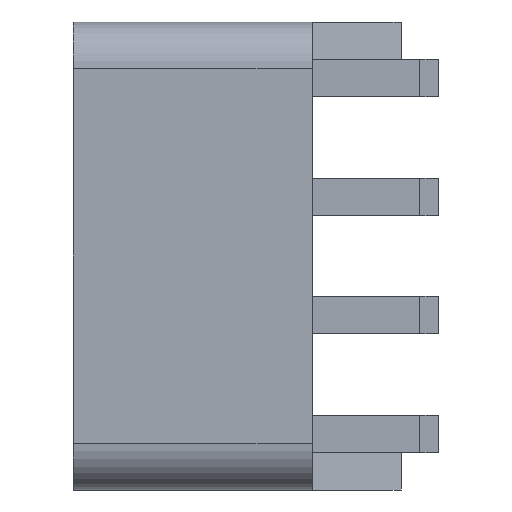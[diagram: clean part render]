
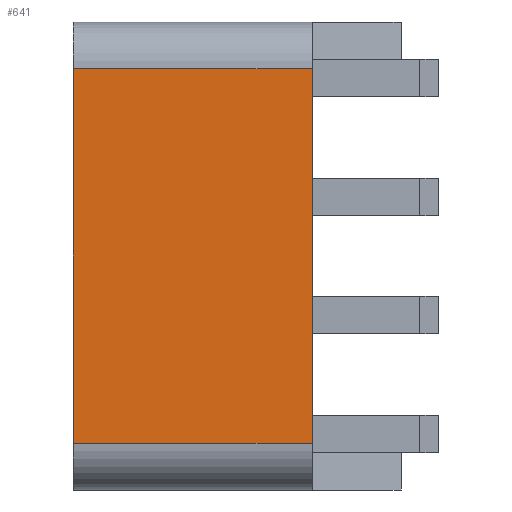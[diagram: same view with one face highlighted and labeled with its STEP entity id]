
A CAD part, left-side view. The second image highlights one B-rep face of the part: STEP entity #641.
In plain terms, the highlighted planar face has unit normal (-1, 0, 0).
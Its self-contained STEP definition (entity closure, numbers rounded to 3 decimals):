
#84 = VERTEX_POINT ( 'NONE', #1629 ) ;
#117 = CARTESIAN_POINT ( 'NONE',  ( -3.5, 1.75, -4.5 ) ) ;
#161 = CARTESIAN_POINT ( 'NONE',  ( -3.5, -0.8, -5. ) ) ;
#185 = VERTEX_POINT ( 'NONE', #117 ) ;
#324 = EDGE_CURVE ( 'NONE', #185, #336, #2377, .T. ) ;
#336 = VERTEX_POINT ( 'NONE', #2083 ) ;
#384 = DIRECTION ( 'NONE',  ( 0., -1., 0. ) ) ;
#411 = DIRECTION ( 'NONE',  ( 0., -1., 0. ) ) ;
#522 = VECTOR ( 'NONE', #411, 1000. ) ;
#589 = ORIENTED_EDGE ( 'NONE', *, *, #2273, .T. ) ;
#641 = ADVANCED_FACE ( 'NONE', ( #3169 ), #3165, .T. ) ;
#690 = VECTOR ( 'NONE', #1442, 1000. ) ;
#773 = EDGE_CURVE ( 'NONE', #3506, #84, #2893, .T. ) ;
#837 = ORIENTED_EDGE ( 'NONE', *, *, #2842, .T. ) ;
#1043 = LINE ( 'NONE', #2871, #522 ) ;
#1191 = LINE ( 'NONE', #1620, #2651 ) ;
#1422 = DIRECTION ( 'NONE',  ( 0., 1., 0. ) ) ;
#1442 = DIRECTION ( 'NONE',  ( 0., 0., 1. ) ) ;
#1466 = ORIENTED_EDGE ( 'NONE', *, *, #773, .T. ) ;
#1503 = EDGE_LOOP ( 'NONE', ( #1954, #837, #1466, #589 ) ) ;
#1620 = CARTESIAN_POINT ( 'NONE',  ( -3.5, 1.75, -0.5 ) ) ;
#1629 = CARTESIAN_POINT ( 'NONE',  ( -3.5, -0.8, -0.5 ) ) ;
#1954 = ORIENTED_EDGE ( 'NONE', *, *, #324, .F. ) ;
#2083 = CARTESIAN_POINT ( 'NONE',  ( -3.5, 1.75, -0.5 ) ) ;
#2090 = CARTESIAN_POINT ( 'NONE',  ( -3.5, 1.75, -5. ) ) ;
#2273 = EDGE_CURVE ( 'NONE', #84, #336, #1191, .T. ) ;
#2377 = LINE ( 'NONE', #2090, #690 ) ;
#2651 = VECTOR ( 'NONE', #1422, 1000. ) ;
#2842 = EDGE_CURVE ( 'NONE', #185, #3506, #1043, .T. ) ;
#2871 = CARTESIAN_POINT ( 'NONE',  ( -3.5, -0.8, -4.5 ) ) ;
#2893 = LINE ( 'NONE', #161, #3414 ) ;
#3165 = PLANE ( 'NONE',  #3593 ) ;
#3169 = FACE_OUTER_BOUND ( 'NONE', #1503, .T. ) ;
#3206 = CARTESIAN_POINT ( 'NONE',  ( -3.5, 1.75, -5. ) ) ;
#3414 = VECTOR ( 'NONE', #3550, 1000. ) ;
#3484 = DIRECTION ( 'NONE',  ( -1., 0., 0. ) ) ;
#3506 = VERTEX_POINT ( 'NONE', #3663 ) ;
#3550 = DIRECTION ( 'NONE',  ( 0., 0., 1. ) ) ;
#3593 = AXIS2_PLACEMENT_3D ( 'NONE', #3206, #3484, #384 ) ;
#3663 = CARTESIAN_POINT ( 'NONE',  ( -3.5, -0.8, -4.5 ) ) ;
